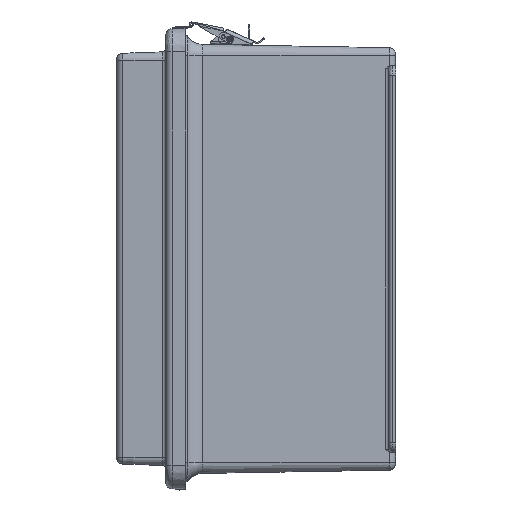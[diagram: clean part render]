
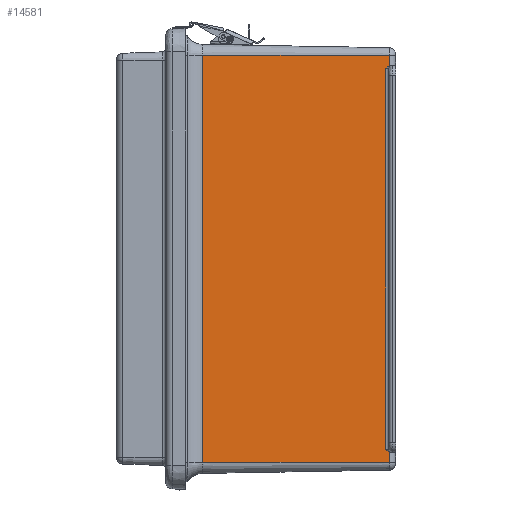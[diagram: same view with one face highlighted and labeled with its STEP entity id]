
A CAD part, left-side view. The second image highlights one B-rep face of the part: STEP entity #14581.
In plain terms, the highlighted face is planar.
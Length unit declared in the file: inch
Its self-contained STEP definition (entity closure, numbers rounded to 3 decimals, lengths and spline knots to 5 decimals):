
#315 = CARTESIAN_POINT ( 'NONE',  ( 10.04355, 7.30808, 8.24754 ) ) ;
#568 = LINE ( 'NONE', #11099, #3985 ) ;
#790 = LINE ( 'NONE', #19577, #13341 ) ;
#824 = VERTEX_POINT ( 'NONE', #29585 ) ;
#1013 = CARTESIAN_POINT ( 'NONE',  ( 10.04353, 7.30886, 8.24848 ) ) ;
#1259 = VERTEX_POINT ( 'NONE', #30585 ) ;
#1806 = EDGE_CURVE ( 'NONE', #24544, #1259, #15571, .T. ) ;
#2561 = CARTESIAN_POINT ( 'NONE',  ( 10.04437, -7.26461, 8.20058 ) ) ;
#2894 = CARTESIAN_POINT ( 'NONE',  ( 10.04356, -7.30726, 8.24656 ) ) ;
#3122 = CARTESIAN_POINT ( 'NONE',  ( 10.04411, 7.27869, 8.21501 ) ) ;
#3247 = CARTESIAN_POINT ( 'NONE',  ( 10.04463, -7.2494, 8.18532 ) ) ;
#3278 = CARTESIAN_POINT ( 'NONE',  ( 10.04403, 7.2835, 8.22006 ) ) ;
#3959 = DIRECTION ( 'NONE',  ( 0.017, 0., -1. ) ) ;
#3985 = VECTOR ( 'NONE', #21603, 39.37008 ) ;
#4147 = VERTEX_POINT ( 'NONE', #14755 ) ;
#4721 = VERTEX_POINT ( 'NONE', #9069 ) ;
#5132 = CARTESIAN_POINT ( 'NONE',  ( 10.04356, -7.30751, 8.24686 ) ) ;
#5463 = CARTESIAN_POINT ( 'NONE',  ( 10.04412, -7.27844, 8.21476 ) ) ;
#6026 = CARTESIAN_POINT ( 'NONE',  ( 10.04463, 7.2494, 8.18532 ) ) ;
#6087 = VECTOR ( 'NONE', #25940, 39.37008 ) ;
#6145 = VECTOR ( 'NONE', #19682, 39.37008 ) ;
#6522 = EDGE_CURVE ( 'NONE', #1259, #30885, #790, .T. ) ;
#7688 = CARTESIAN_POINT ( 'NONE',  ( 10.04401, -7.28428, 8.22084 ) ) ;
#7857 = CARTESIAN_POINT ( 'NONE',  ( 10.04234, -7.35394, 8.31686 ) ) ;
#8269 = ORIENTED_EDGE ( 'NONE', *, *, #9048, .T. ) ;
#8356 = DIRECTION ( 'NONE',  ( 0., -1., 0. ) ) ;
#8404 = CARTESIAN_POINT ( 'NONE',  ( 10.04319, 7.32432, 8.26799 ) ) ;
#8598 = CARTESIAN_POINT ( 'NONE',  ( 10.0441, 7.27926, 8.21561 ) ) ;
#8657 = LINE ( 'NONE', #11949, #6145 ) ;
#8758 = CARTESIAN_POINT ( 'NONE',  ( 10.04377, 7.29702, 8.23466 ) ) ;
#8923 = CARTESIAN_POINT ( 'NONE',  ( 10.04234, 7.35394, 8.31686 ) ) ;
#9048 = EDGE_CURVE ( 'NONE', #21598, #9092, #27892, .T. ) ;
#9069 = CARTESIAN_POINT ( 'NONE',  ( 10.04234, 7.74998, 8.31686 ) ) ;
#9092 = VERTEX_POINT ( 'NONE', #18536 ) ;
#9607 = B_SPLINE_CURVE_WITH_KNOTS ( 'NONE', 3,
 ( #3247, #18692, #2561, #13749, #10287, #33897, #29053, #26452, #5463, #13064, #15962, #7688, #23549, #24071, #34049, #18209, #28711, #2894, #5132, #10437, #28895, #29226, #7857 ),
 .UNSPECIFIED., .F., .F.,
 ( 4, 1, 1, 1, 1, 1, 1, 2, 2, 1, 1, 1, 1, 1, 2, 2, 4 ),
 ( 0., 0.125, 0.1875, 0.21875, 0.23437, 0.24219, 0.24609, 0.24805, 0.25, 0.375, 0.4375, 0.46875, 0.48437, 0.49219, 0.49609, 0.5, 1. ),
 .UNSPECIFIED. ) ;
#9727 = PLANE ( 'NONE',  #25572 ) ;
#10091 = LINE ( 'NONE', #15441, #6087 ) ;
#10287 = CARTESIAN_POINT ( 'NONE',  ( 10.04417, -7.2757, 8.21191 ) ) ;
#10437 = CARTESIAN_POINT ( 'NONE',  ( 10.04356, -7.30761, 8.24698 ) ) ;
#11009 = CARTESIAN_POINT ( 'NONE',  ( 10.04354, 7.30839, 8.24792 ) ) ;
#11099 = CARTESIAN_POINT ( 'NONE',  ( 10.04234, 3.87499, 8.31686 ) ) ;
#11195 = CARTESIAN_POINT ( 'NONE',  ( 10.04364, 7.30371, 8.24232 ) ) ;
#11308 = EDGE_CURVE ( 'NONE', #824, #4147, #10091, .T. ) ;
#11899 = CARTESIAN_POINT ( 'NONE',  ( 10.16606, 7.74998, 1.22854 ) ) ;
#11949 = CARTESIAN_POINT ( 'NONE',  ( 10.18745, 7.74998, 0.00327 ) ) ;
#12313 = EDGE_LOOP ( 'NONE', ( #31386, #15443, #33151, #13517, #8269, #20024, #27597, #14701 ) ) ;
#13064 = CARTESIAN_POINT ( 'NONE',  ( 10.04412, -7.27854, 8.21486 ) ) ;
#13341 = VECTOR ( 'NONE', #8356, 39.37008 ) ;
#13517 = ORIENTED_EDGE ( 'NONE', *, *, #25390, .T. ) ;
#13749 = CARTESIAN_POINT ( 'NONE',  ( 10.04423, -7.27238, 8.2085 ) ) ;
#13786 = CARTESIAN_POINT ( 'NONE',  ( 10.0444, 7.26261, 8.19854 ) ) ;
#14134 = CARTESIAN_POINT ( 'NONE',  ( 10.04283, 7.33882, 8.28848 ) ) ;
#14581 = ADVANCED_FACE ( 'NONE', ( #22323 ), #9727, .T. ) ;
#14701 = ORIENTED_EDGE ( 'NONE', *, *, #1806, .T. ) ;
#14755 = CARTESIAN_POINT ( 'NONE',  ( 10.04234, -7.35394, 8.31686 ) ) ;
#15441 = CARTESIAN_POINT ( 'NONE',  ( 10.04234, 3.87499, 8.31686 ) ) ;
#15443 = ORIENTED_EDGE ( 'NONE', *, *, #20197, .T. ) ;
#15571 = B_SPLINE_CURVE_WITH_KNOTS ( 'NONE', 3,
 ( #8923, #21513, #14134, #8404, #18914, #21870, #29630, #1013, #11009, #315, #29443, #11195, #8758, #32179, #3278, #32353, #23929, #8598, #16702, #19087, #3122, #21689, #13786, #6026 ),
 .UNSPECIFIED., .F., .F.,
 ( 4, 1, 1, 1, 1, 1, 1, 2, 2, 1, 1, 1, 1, 1, 1, 2, 2, 4 ),
 ( 0., 0.25, 0.375, 0.4375, 0.46875, 0.48438, 0.49219, 0.49609, 0.5, 0.625, 0.6875, 0.71875, 0.73438, 0.74219, 0.74609, 0.74805, 0.75, 1. ),
 .UNSPECIFIED. ) ;
#15962 = CARTESIAN_POINT ( 'NONE',  ( 10.04412, -7.27855, 8.21487 ) ) ;
#16702 = CARTESIAN_POINT ( 'NONE',  ( 10.04411, 7.27899, 8.21533 ) ) ;
#17137 = CARTESIAN_POINT ( 'NONE',  ( 10.04234, 7.35394, 8.31686 ) ) ;
#17873 = VECTOR ( 'NONE', #25634, 39.37008 ) ;
#18209 = CARTESIAN_POINT ( 'NONE',  ( 10.04359, -7.30597, 8.24503 ) ) ;
#18536 = CARTESIAN_POINT ( 'NONE',  ( 10.16606, 7.74998, 1.22854 ) ) ;
#18692 = CARTESIAN_POINT ( 'NONE',  ( 10.04452, -7.256, 8.19192 ) ) ;
#18914 = CARTESIAN_POINT ( 'NONE',  ( 10.04337, 7.3163, 8.25762 ) ) ;
#19087 = CARTESIAN_POINT ( 'NONE',  ( 10.04411, 7.27882, 8.21515 ) ) ;
#19577 = CARTESIAN_POINT ( 'NONE',  ( 10.04463, 7.74998, 8.18532 ) ) ;
#19682 = DIRECTION ( 'NONE',  ( 0.017, 0., -1. ) ) ;
#19732 = CARTESIAN_POINT ( 'NONE',  ( 10.18745, 7.74998, 0.00327 ) ) ;
#20024 = ORIENTED_EDGE ( 'NONE', *, *, #30618, .F. ) ;
#20197 = EDGE_CURVE ( 'NONE', #30885, #4147, #9607, .T. ) ;
#20223 = DIRECTION ( 'NONE',  ( 0.017, 0., -1. ) ) ;
#21257 = VECTOR ( 'NONE', #3959, 39.37008 ) ;
#21513 = CARTESIAN_POINT ( 'NONE',  ( 10.04253, 7.3486, 8.30562 ) ) ;
#21598 = VERTEX_POINT ( 'NONE', #27629 ) ;
#21603 = DIRECTION ( 'NONE',  ( 0., 1., 0. ) ) ;
#21689 = CARTESIAN_POINT ( 'NONE',  ( 10.04423, 7.27236, 8.20842 ) ) ;
#21870 = CARTESIAN_POINT ( 'NONE',  ( 10.04346, 7.3121, 8.2524 ) ) ;
#22323 = FACE_OUTER_BOUND ( 'NONE', #12313, .T. ) ;
#23549 = CARTESIAN_POINT ( 'NONE',  ( 10.04387, -7.29215, 8.22928 ) ) ;
#23929 = CARTESIAN_POINT ( 'NONE',  ( 10.04409, 7.27987, 8.21625 ) ) ;
#24071 = CARTESIAN_POINT ( 'NONE',  ( 10.04371, -7.3003, 8.23845 ) ) ;
#24544 = VERTEX_POINT ( 'NONE', #17137 ) ;
#25390 = EDGE_CURVE ( 'NONE', #824, #21598, #30140, .T. ) ;
#25572 = AXIS2_PLACEMENT_3D ( 'NONE', #19732, #30231, #20223 ) ;
#25634 = DIRECTION ( 'NONE',  ( 0., 1., 0. ) ) ;
#25940 = DIRECTION ( 'NONE',  ( 0., 1., 0. ) ) ;
#26452 = CARTESIAN_POINT ( 'NONE',  ( 10.04412, -7.27829, 8.2146 ) ) ;
#27597 = ORIENTED_EDGE ( 'NONE', *, *, #31312, .F. ) ;
#27629 = CARTESIAN_POINT ( 'NONE',  ( 10.16606, -7.74998, 1.22854 ) ) ;
#27892 = LINE ( 'NONE', #11899, #17873 ) ;
#28078 = CARTESIAN_POINT ( 'NONE',  ( 10.04463, -7.2494, 8.18532 ) ) ;
#28711 = CARTESIAN_POINT ( 'NONE',  ( 10.04357, -7.30687, 8.2461 ) ) ;
#28895 = CARTESIAN_POINT ( 'NONE',  ( 10.04314, -7.32786, 8.27114 ) ) ;
#29053 = CARTESIAN_POINT ( 'NONE',  ( 10.04413, -7.27794, 8.21423 ) ) ;
#29226 = CARTESIAN_POINT ( 'NONE',  ( 10.04273, -7.34325, 8.29437 ) ) ;
#29443 = CARTESIAN_POINT ( 'NONE',  ( 10.04355, 7.30789, 8.24732 ) ) ;
#29585 = CARTESIAN_POINT ( 'NONE',  ( 10.04234, -7.74998, 8.31686 ) ) ;
#29630 = CARTESIAN_POINT ( 'NONE',  ( 10.04351, 7.30995, 8.24979 ) ) ;
#29972 = CARTESIAN_POINT ( 'NONE',  ( 10.18745, -7.74998, 0.00327 ) ) ;
#30140 = LINE ( 'NONE', #29972, #21257 ) ;
#30231 = DIRECTION ( 'NONE',  ( 1., 0., 0.017 ) ) ;
#30585 = CARTESIAN_POINT ( 'NONE',  ( 10.04463, 7.2494, 8.18532 ) ) ;
#30618 = EDGE_CURVE ( 'NONE', #4721, #9092, #8657, .T. ) ;
#30885 = VERTEX_POINT ( 'NONE', #28078 ) ;
#31312 = EDGE_CURVE ( 'NONE', #24544, #4721, #568, .T. ) ;
#31386 = ORIENTED_EDGE ( 'NONE', *, *, #6522, .T. ) ;
#32179 = CARTESIAN_POINT ( 'NONE',  ( 10.04394, 7.28818, 8.22504 ) ) ;
#32353 = CARTESIAN_POINT ( 'NONE',  ( 10.04407, 7.28109, 8.21752 ) ) ;
#33151 = ORIENTED_EDGE ( 'NONE', *, *, #11308, .F. ) ;
#33897 = CARTESIAN_POINT ( 'NONE',  ( 10.04414, -7.27722, 8.21348 ) ) ;
#34049 = CARTESIAN_POINT ( 'NONE',  ( 10.04363, -7.30412, 8.24286 ) ) ;
